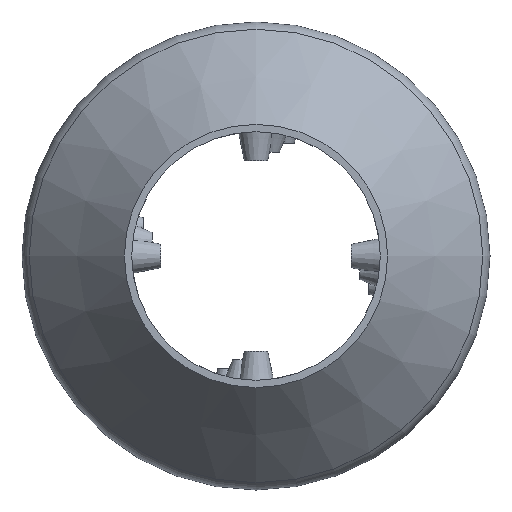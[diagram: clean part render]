
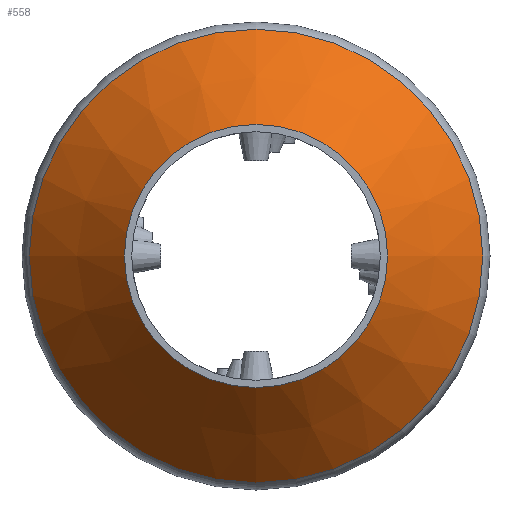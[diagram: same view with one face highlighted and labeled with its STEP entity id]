
A CAD part, front view. The second image highlights one B-rep face of the part: STEP entity #558.
In plain terms, the highlighted conical face has half-angle 41.186 degrees and reference radius 8 mm.
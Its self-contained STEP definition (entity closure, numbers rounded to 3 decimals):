
#78=CONICAL_SURFACE('',#611,8.,0.719);
#93=LINE('',#842,#102);
#102=VECTOR('',#697,8.);
#114=FACE_OUTER_BOUND('',#145,.T.);
#145=EDGE_LOOP('',(#387,#388,#389,#390,#391,#392,#393));
#179=CIRCLE('',#602,7.753);
#180=CIRCLE('',#603,7.753);
#185=CIRCLE('',#608,7.753);
#187=CIRCLE('',#612,4.5);
#188=CIRCLE('',#613,4.5);
#217=VERTEX_POINT('',#821);
#218=VERTEX_POINT('',#822);
#219=VERTEX_POINT('',#824);
#224=VERTEX_POINT('',#839);
#225=VERTEX_POINT('',#840);
#282=EDGE_CURVE('',#217,#218,#179,.T.);
#283=EDGE_CURVE('',#218,#219,#180,.T.);
#288=EDGE_CURVE('',#219,#217,#185,.T.);
#291=EDGE_CURVE('',#224,#225,#187,.T.);
#292=EDGE_CURVE('',#225,#218,#93,.T.);
#293=EDGE_CURVE('',#225,#224,#188,.T.);
#387=ORIENTED_EDGE('',*,*,#291,.T.);
#388=ORIENTED_EDGE('',*,*,#292,.T.);
#389=ORIENTED_EDGE('',*,*,#282,.F.);
#390=ORIENTED_EDGE('',*,*,#288,.F.);
#391=ORIENTED_EDGE('',*,*,#283,.F.);
#392=ORIENTED_EDGE('',*,*,#292,.F.);
#393=ORIENTED_EDGE('',*,*,#293,.T.);
#558=ADVANCED_FACE('',(#114),#78,.T.);
#602=AXIS2_PLACEMENT_3D('',#823,#674,#675);
#603=AXIS2_PLACEMENT_3D('',#825,#676,#677);
#608=AXIS2_PLACEMENT_3D('',#833,#686,#687);
#611=AXIS2_PLACEMENT_3D('',#838,#693,#694);
#612=AXIS2_PLACEMENT_3D('',#841,#695,#696);
#613=AXIS2_PLACEMENT_3D('',#843,#698,#699);
#674=DIRECTION('center_axis',(0.,1.,0.));
#675=DIRECTION('ref_axis',(-1.,0.,0.));
#676=DIRECTION('center_axis',(0.,1.,0.));
#677=DIRECTION('ref_axis',(-1.,0.,0.));
#686=DIRECTION('center_axis',(0.,1.,0.));
#687=DIRECTION('ref_axis',(-1.,0.,0.));
#693=DIRECTION('center_axis',(0.,1.,0.));
#694=DIRECTION('ref_axis',(1.,0.,0.));
#695=DIRECTION('center_axis',(0.,1.,0.));
#696=DIRECTION('ref_axis',(1.,0.,0.));
#697=DIRECTION('',(-0.659,0.753,0.));
#698=DIRECTION('center_axis',(0.,1.,0.));
#699=DIRECTION('ref_axis',(1.,0.,0.));
#821=CARTESIAN_POINT('',(7.753,-0.283,0.));
#822=CARTESIAN_POINT('',(-7.753,-0.283,0.));
#823=CARTESIAN_POINT('Origin',(0.,-0.283,0.));
#824=CARTESIAN_POINT('',(0.,-0.283,7.753));
#825=CARTESIAN_POINT('Origin',(0.,-0.283,0.));
#833=CARTESIAN_POINT('Origin',(0.,-0.283,0.));
#838=CARTESIAN_POINT('Origin',(0.,0.,0.));
#839=CARTESIAN_POINT('',(4.5,-4.,0.));
#840=CARTESIAN_POINT('',(-4.5,-4.,0.));
#841=CARTESIAN_POINT('Origin',(0.,-4.,0.));
#842=CARTESIAN_POINT('',(-8.,0.,0.));
#843=CARTESIAN_POINT('Origin',(0.,-4.,0.));
